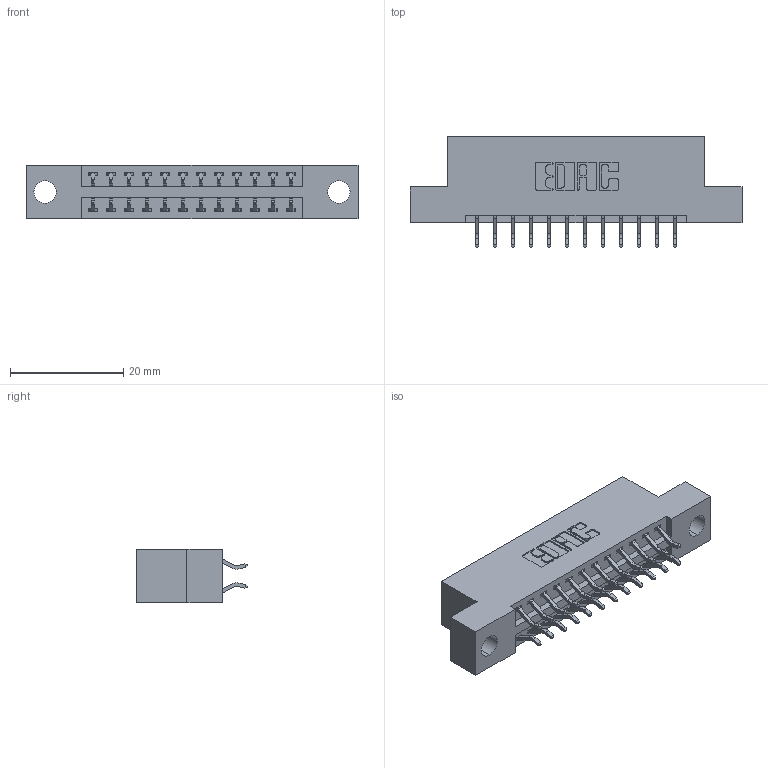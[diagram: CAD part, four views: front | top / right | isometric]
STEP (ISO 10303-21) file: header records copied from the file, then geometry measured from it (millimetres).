
FILE_DESCRIPTION (( 'STEP AP203' ), '1' );
FILE_NAME ('346-024-556-204.STEP', '2022-05-19T00:03:48', ( '' ), ( '' ), 'SwSTEP 2.0', 'SolidWorks 2020', '' );
FILE_SCHEMA (( 'CONFIG_CONTROL_DESIGN' ));
Length unit declared in the file: inch
Products named in the file (3): 346-024-556-204; 345-292-001_556 Tail; 346 Part_Flush Mounting Lugs - 0.156 Dia-TH
Assembly tree (25 placements, depth 2):
  346-024-556-204
    346 Part_Flush Mounting Lugs - 0.156 Dia-TH
    345-292-001_556 Tail  x24
Bounding box: 58.67 x 19.57 x 9.4 mm (x, y, z)
Volume: 5381.5 mm3; surface area: 6751.4 mm2
Topology: 25 solids, 25 shells, 1528 faces, 4517 edges, 2978 vertices
Faces by surface type: plane 1026, cylinder 502
Entity records: 12509 total; most frequent: CARTESIAN_POINT 2122, ORIENTED_EDGE 2042, DIRECTION 1909, EDGE_CURVE 1021, VECTOR 833, LINE 833, VERTEX_POINT 678, AXIS2_PLACEMENT_3D 538
